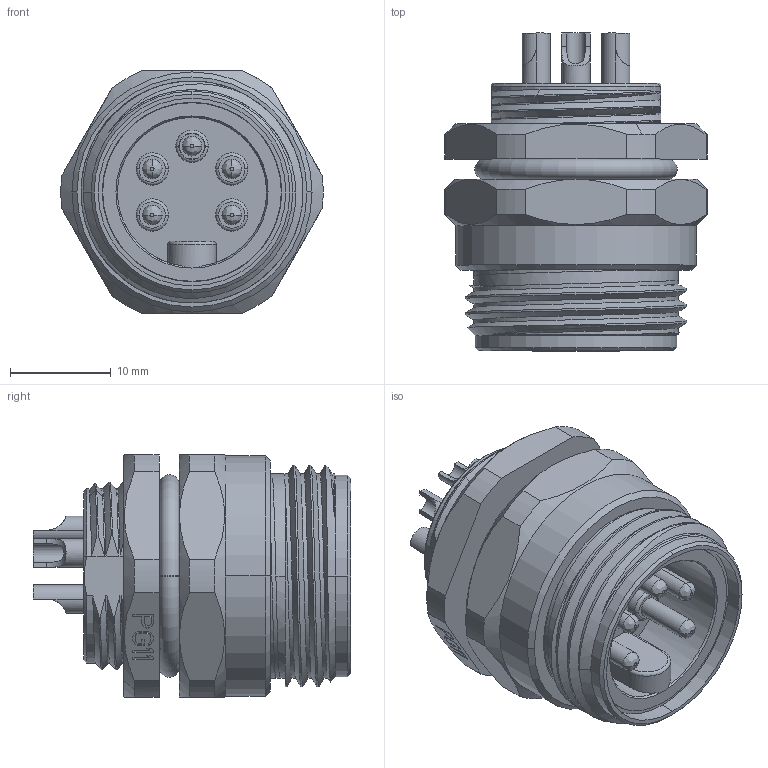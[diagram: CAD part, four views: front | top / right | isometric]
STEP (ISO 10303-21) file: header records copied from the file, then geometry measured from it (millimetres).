
FILE_DESCRIPTION((''),'2;1');
FILE_NAME('7_8-M05-BK-PG11_SW0001','2024-03-20T',('13288'),(''),'PRO/ENGINEER BY PARAMETRIC TECHNOLOGY CORPORATION, 2012480','PRO/ENGINEER BY PARAMETRIC TECHNOLOGY CORPORATION, 2012480','');
FILE_SCHEMA(('CONFIG_CONTROL_DESIGN'));
Length unit declared in the file: inch
Products named in the file (1): 7_8-M05-BK-PG11_SW0001
Bounding box: 26 x 31.5 x 24 mm (x, y, z)
Volume: 8735.6 mm3; surface area: 6445.4 mm2
Topology: 1 solids, 2 shells, 447 faces, 1274 edges, 825 vertices
Faces by surface type: plane 234, cylinder 118, bspline 47, cone 31, torus 16, extrusion 1
Entity records: 19418 total; most frequent: CARTESIAN_POINT 8148, ORIENTED_EDGE 2528, DIRECTION 2071, EDGE_CURVE 1264, VERTEX_POINT 825, VECTOR 763, LINE 762, AXIS2_PLACEMENT_3D 654
